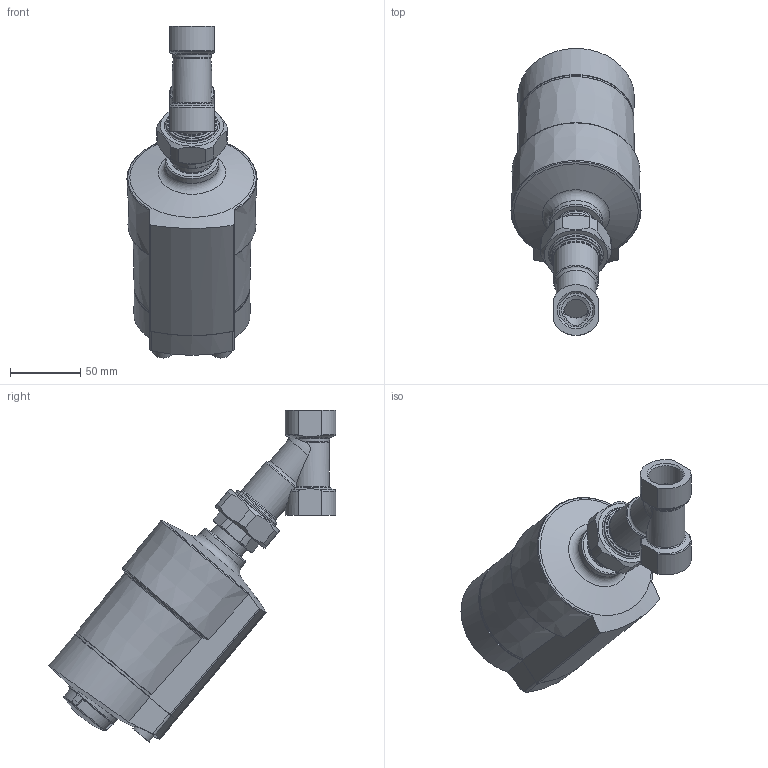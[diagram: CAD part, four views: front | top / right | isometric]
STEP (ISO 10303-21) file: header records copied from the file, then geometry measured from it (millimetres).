
FILE_DESCRIPTION(/* description */ ('STEP AP214'),/* implementation_level */ '2;1');
FILE_NAME(/* name */ '8111591_VZXA-B-TS6-20-M2-B1T-30-K-75-20-PM',/* time_stamp */ '2024-09-18T11:30:25+02:00',/* author */ ('License CC BY-ND 4.0'),/* organization */ ('CADENAS'),/* preprocessor_version */ 'ST-DEVELOPER v19.3',/* originating_system */ 'PARTsolutions',/* authorisation */ ' ');
FILE_SCHEMA (('AUTOMOTIVE_DESIGN {1 0 10303 214 3 1 1}'));
Length unit declared in the file: millimetre
Products named in the file (6): 8111591 VZXA-B-TS6-20-M2-B1T-30-K-75-20-PM---(0); 3539411 VZZA---T-S6-20-M2-B1-T; 8090694 DFPK-75-20-PM_housing---(0); 3539412 DFPK-75---(-_PMcap); 2284889 DFPK---(cover); 3465682 DFP_ec
Assembly tree (5 placements, depth 2):
  8111591 VZXA-B-TS6-20-M2-B1T-30-K-75-20-PM---(0)
    3539411 VZZA---T-S6-20-M2-B1-T
    8090694 DFPK-75-20-PM_housing---(0)
    3539412 DFPK-75---(-_PMcap)
    2284889 DFPK---(cover)
    3465682 DFP_ec
Bounding box: 92.51 x 204.2 x 236.04 mm (x, y, z)
Volume: 931463.4 mm3; surface area: 126900.5 mm2
Topology: 5 solids, 5 shells, 470 faces, 1142 edges, 733 vertices
Faces by surface type: plane 166, cylinder 125, torus 91, cone 81, sphere 7
Full cylindrical faces by diameter (mm): 3 x2, 4 x2, 5.8 x2, 6 x2, 8.2 x1, 8.376 x1, 8.566 x2, 10 x3, 11 x1, 15 x2, 16 x2, 16.2 x1, 18.2 x1, 18.8 x1, 19 x1, 20 x1, 22 x1, 24.117 x2, 28 x2, 28.5 x2, 32 x3, 33.1 x1, 33.376 x1, 36 x1, 36.2 x1, 37 x2, 37.8 x1, 37.835 x1, 38 x2, 39.4 x2
Entity records: 14719 total; most frequent: CARTESIAN_POINT 3162, DIRECTION 2115, ORIENTED_EDGE 1868, AXIS2_PLACEMENT_3D 938, EDGE_CURVE 934, FACE_BOUND 694, VERTEX_POINT 692, EDGE_LOOP 691
